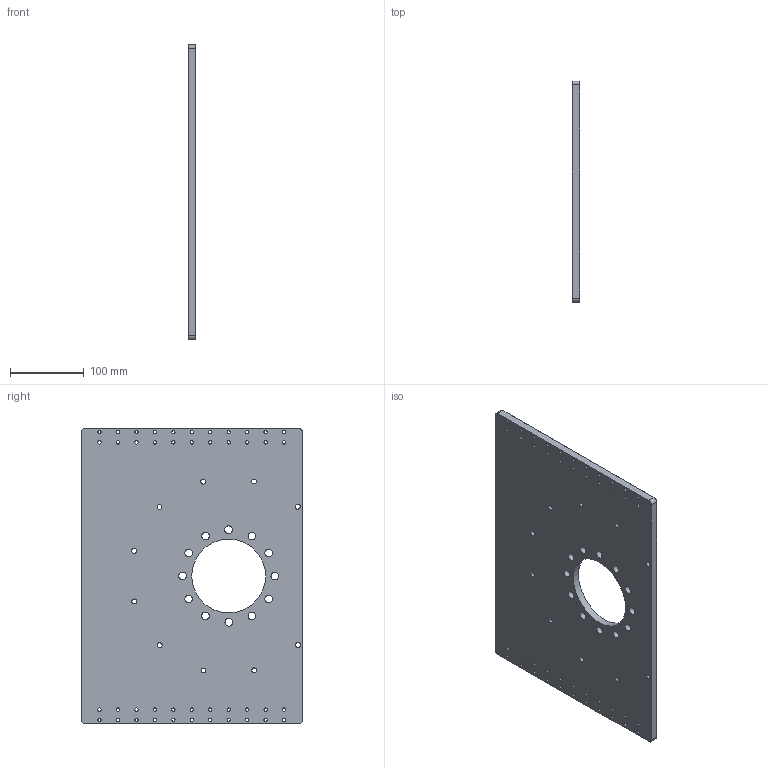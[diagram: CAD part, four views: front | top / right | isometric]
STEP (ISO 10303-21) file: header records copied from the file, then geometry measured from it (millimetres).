
FILE_DESCRIPTION( ( 'Unknown' ), '1' );
FILE_NAME( '底板（S3.8.11396）.stp', 'Unknown', ( 'Unknown' ), ( 'Unknown' ), 'XStep 1.0', 'Unknown', ' ' );
FILE_SCHEMA( ( 'automotive_design' ) );
Length unit declared in the file: millimetre
Products named in the file (1): 1
Bounding box: 10.2 x 299.89 x 400 mm (x, y, z)
Volume: 1095572.1 mm3; surface area: 248522.6 mm2
Topology: 1 solids, 1 shells, 121 faces, 429 edges, 288 vertices
Faces by surface type: cylinder 71, cone 44, plane 6
Full cylindrical faces by diameter (mm): 4.5 x44, 6.647 x10, 10.5 x12, 100 x1
Entity records: 4548 total; most frequent: DIRECTION 654, CARTESIAN_POINT 540, ORIENTED_EDGE 448, EDGE_LOOP 344, AXIS2_PLACEMENT_3D 308, EDGE_CURVE 224, VERTEX_POINT 194, FACE_OUTER_BOUND 188
